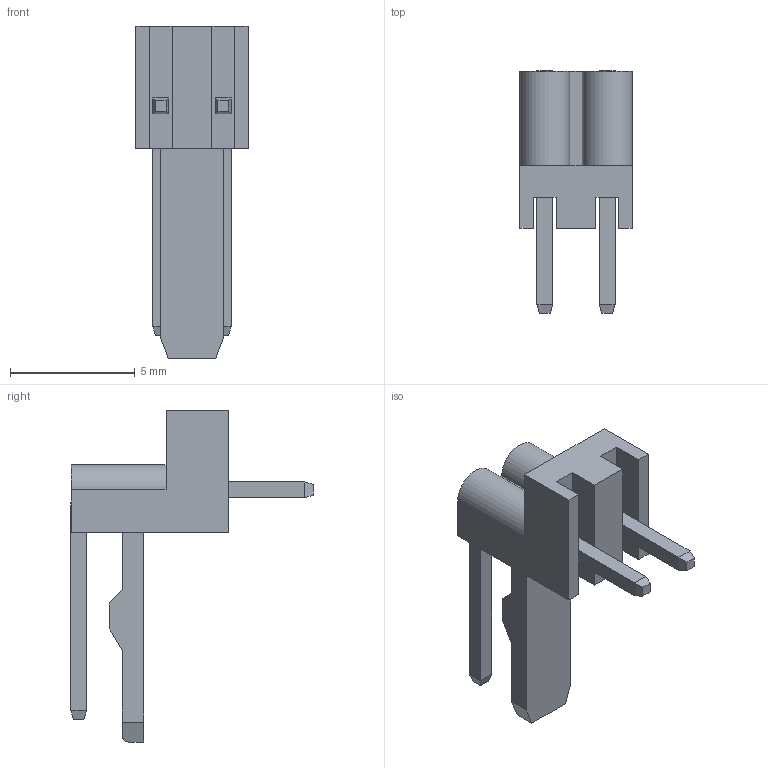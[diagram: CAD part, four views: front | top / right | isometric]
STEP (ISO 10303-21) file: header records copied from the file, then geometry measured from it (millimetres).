
FILE_DESCRIPTION((''),'2;1');
FILE_NAME('022051022','2014-10-06T',('me'),(''),'PRO/ENGINEER BY PARAMETRIC TECHNOLOGY CORPORATION, 2011490','PRO/ENGINEER BY PARAMETRIC TECHNOLOGY CORPORATION, 2011490','');
FILE_SCHEMA(('CONFIG_CONTROL_DESIGN'));
Length unit declared in the file: millimetre
Products named in the file (1): 022051022
Bounding box: 4.5 x 9.72 x 13.3 mm (x, y, z)
Volume: 114.7 mm3; surface area: 285.3 mm2
Topology: 1 solids, 1 shells, 68 faces, 177 edges, 114 vertices
Faces by surface type: plane 63, cylinder 5
Entity records: 2080 total; most frequent: CARTESIAN_POINT 366, ORIENTED_EDGE 346, DIRECTION 325, EDGE_CURVE 173, VECTOR 163, LINE 163, VERTEX_POINT 110, AXIS2_PLACEMENT_3D 81
